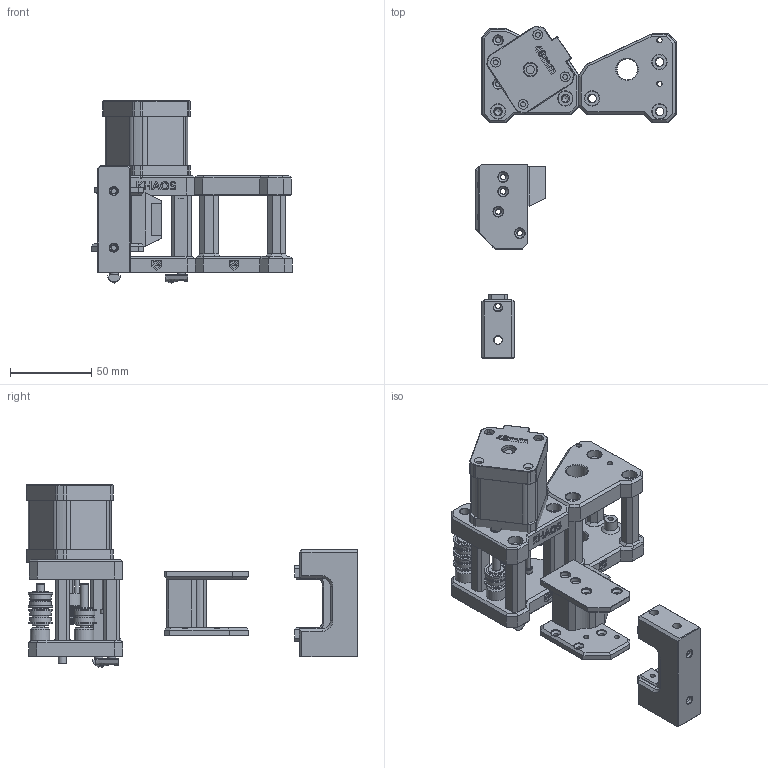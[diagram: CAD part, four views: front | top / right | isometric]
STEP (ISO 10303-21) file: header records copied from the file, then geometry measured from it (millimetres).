
FILE_DESCRIPTION(/* description */ (''),/* implementation_level */ '2;1');
FILE_NAME(/* name */ 'Khaos_9mm.step',/* time_stamp */ '2024-05-30T19:29:59+10:00',/* author */ (''),/* organization */ (''),/* preprocessor_version */ 'ST-DEVELOPER v20',/* originating_system */ 'Autodesk Translation Framework v13.14.0.145',/* authorisation */ '');
FILE_SCHEMA (('AUTOMOTIVE_DESIGN { 1 0 10303 214 3 1 1 }','TECHNICAL_DATA_PACKAGING'));
Length unit declared in the file: millimetre
Products named in the file (18): mercury_9mm_assembly; x-Joint; Left Stepper Assembly v12 (1); Stepper mounts left <1> (1); top left stepper mount (1); bottom left stepper mount (1); Nema 17 48mm <1> (1); Pulley 20t (1) (1); 20t 2gt Pulley 5mm (1) (1); Hex socket set screw with cone point M4x0.7 x 4 (1) (1); Double Flange Stack (1) (1); Single Flange Stack (1) (1); Pin 5 x 30 (1) (1); SHIM (1) (1); F695 Bearing (1) (1); M3x0.50 x 20 SHCS (1) (1); M5 Roll In T-Nut v2 (1) (1); M5x0.80 x 50 SHCS (1) (1)
Assembly tree (36 placements, depth 5):
  mercury_9mm_assembly
    x-Joint
    Left Stepper Assembly v12 (1)
      Stepper mounts left <1> (1)
        top left stepper mount (1)
        bottom left stepper mount (1)
        Nema 17 48mm <1> (1)
        Pulley 20t (1) (1)
          20t 2gt Pulley 5mm (1) (1)
          Hex socket set screw with cone point M4x0.7 x 4 (1) (1)  x2
        Double Flange Stack (1) (1)
          Pin 5 x 30 (1) (1)
          SHIM (1) (1)  x5
          F695 Bearing (1) (1)  x4
        Single Flange Stack (1) (1)
          Pin 5 x 30 (1) (1)
          SHIM (1) (1)  x3
          F695 Bearing (1) (1)  x2
        M3x0.50 x 20 SHCS (1) (1)  x3
        M5x0.80 x 50 SHCS (1) (1)  x3
        M5 Roll In T-Nut v2 (1) (1)  x2
Bounding box: 123.84 x 204.55 x 112.3 mm (x, y, z)
Volume: 266730.2 mm3; surface area: 115635.8 mm2
Topology: 40 solids, 40 shells, 1567 faces, 3783 edges, 2399 vertices
Faces by surface type: plane 757, cylinder 467, cone 164, bspline 135, torus 40, sphere 4
Full cylindrical faces by diameter (mm): 3 x15, 3.1 x2, 3.2 x2, 3.3 x16, 3.5 x6, 4 x6, 4.2 x8, 5 x34, 5.1 x1, 5.3 x14, 5.5 x3, 6 x15, 6.1 x16, 6.25 x6, 8 x4, 8.5 x3, 8.75 x3, 9 x8, 10 x8, 11.5 x6, 11.75 x6, 12 x14, 12.9 x1, 13 x10, 14 x1, 15 x8, 16 x3, 22 x1, 30.8 x1, 31 x1
Entity records: 41593 total; most frequent: CARTESIAN_POINT 10612, ORIENTED_EDGE 6356, DIRECTION 6178, EDGE_CURVE 3178, AXIS2_PLACEMENT_3D 2118, VERTEX_POINT 2017, LINE 1942, VECTOR 1942
